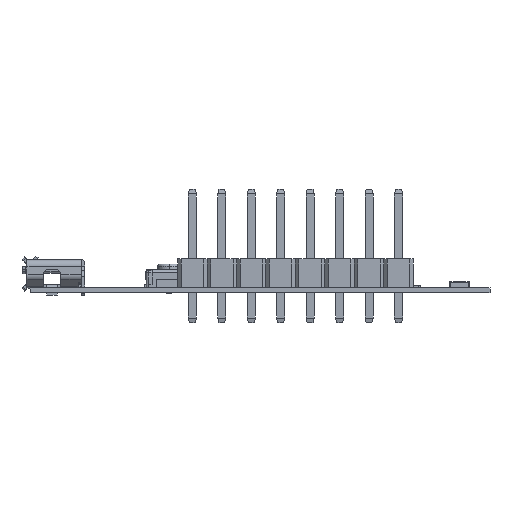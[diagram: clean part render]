
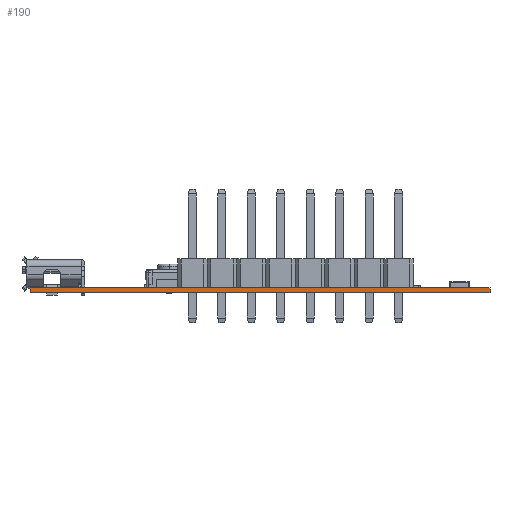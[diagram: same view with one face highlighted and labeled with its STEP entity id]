
A CAD part, front view. The second image highlights one B-rep face of the part: STEP entity #190.
In plain terms, the highlighted planar face has unit normal (0, -1, 0).
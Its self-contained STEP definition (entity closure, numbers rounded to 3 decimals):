
#92 = EDGE_CURVE('',#93,#95,#97,.T.);
#93 = VERTEX_POINT('',#94);
#94 = CARTESIAN_POINT('',(0.,-12.7,-0.411));
#95 = VERTEX_POINT('',#96);
#96 = CARTESIAN_POINT('',(0.,-12.7,0.));
#97 = LINE('',#98,#99);
#98 = CARTESIAN_POINT('',(0.,-12.7,-0.411));
#99 = VECTOR('',#100,1.);
#100 = DIRECTION('',(0.,0.,1.));
#165 = VERTEX_POINT('',#166);
#166 = CARTESIAN_POINT('',(39.66,-12.7,0.));
#172 = EDGE_CURVE('',#173,#165,#175,.T.);
#173 = VERTEX_POINT('',#174);
#174 = CARTESIAN_POINT('',(39.66,-12.7,-0.411));
#175 = LINE('',#176,#177);
#176 = CARTESIAN_POINT('',(39.66,-12.7,-0.411));
#177 = VECTOR('',#178,1.);
#178 = DIRECTION('',(0.,0.,1.));
#190 = ADVANCED_FACE('',(#191),#207,.T.);
#191 = FACE_BOUND('',#192,.T.);
#192 = EDGE_LOOP('',(#193,#194,#200,#201));
#193 = ORIENTED_EDGE('',*,*,#172,.T.);
#194 = ORIENTED_EDGE('',*,*,#195,.T.);
#195 = EDGE_CURVE('',#165,#95,#196,.T.);
#196 = LINE('',#197,#198);
#197 = CARTESIAN_POINT('',(39.66,-12.7,0.));
#198 = VECTOR('',#199,1.);
#199 = DIRECTION('',(-1.,0.,0.));
#200 = ORIENTED_EDGE('',*,*,#92,.F.);
#201 = ORIENTED_EDGE('',*,*,#202,.F.);
#202 = EDGE_CURVE('',#173,#93,#203,.T.);
#203 = LINE('',#204,#205);
#204 = CARTESIAN_POINT('',(39.66,-12.7,-0.411));
#205 = VECTOR('',#206,1.);
#206 = DIRECTION('',(-1.,0.,0.));
#207 = PLANE('',#208);
#208 = AXIS2_PLACEMENT_3D('',#209,#210,#211);
#209 = CARTESIAN_POINT('',(39.66,-12.7,-0.411));
#210 = DIRECTION('',(0.,-1.,0.));
#211 = DIRECTION('',(-1.,0.,0.));
